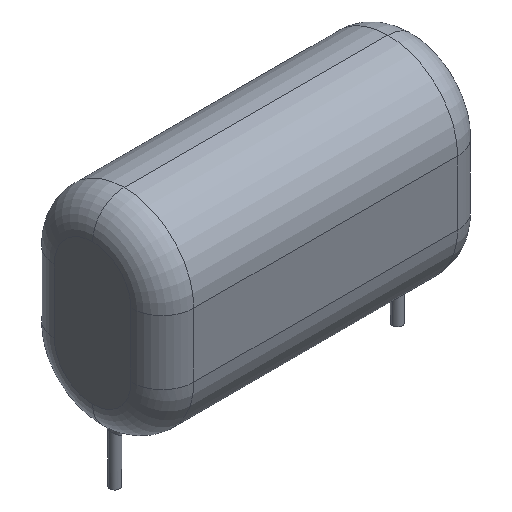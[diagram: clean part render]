
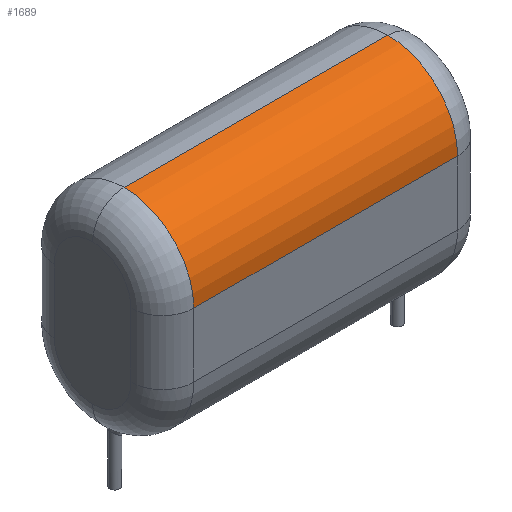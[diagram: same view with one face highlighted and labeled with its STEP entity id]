
A CAD part, isometric view. The second image highlights one B-rep face of the part: STEP entity #1689.
In plain terms, the highlighted cylindrical face has radius 5.55 mm (diameter 11.1 mm), a partial arc.
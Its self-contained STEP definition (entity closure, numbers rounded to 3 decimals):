
#3 = VECTOR ( 'NONE', #5104, 1000. ) ;
#340 = CARTESIAN_POINT ( 'NONE',  ( -13., -5.55, 10.65 ) ) ;
#876 = ORIENTED_EDGE ( 'NONE', *, *, #1444, .T. ) ;
#886 = DIRECTION ( 'NONE',  ( -1., 0., 0. ) ) ;
#1151 = EDGE_CURVE ( 'NONE', #10924, #5856, #9255, .T. ) ;
#1267 = VERTEX_POINT ( 'NONE', #1646 ) ;
#1444 = EDGE_CURVE ( 'NONE', #7368, #5856, #11856, .T. ) ;
#1547 = DIRECTION ( 'NONE',  ( 0., 0., -1. ) ) ;
#1630 = DIRECTION ( 'NONE',  ( 1., 0., 0. ) ) ;
#1646 = CARTESIAN_POINT ( 'NONE',  ( 10.5, 0., 16.2 ) ) ;
#1689 = ADVANCED_FACE ( 'NONE', ( #6300 ), #4355, .T. ) ;
#1863 = EDGE_CURVE ( 'NONE', #10924, #1267, #4519, .T. ) ;
#2487 = AXIS2_PLACEMENT_3D ( 'NONE', #12353, #1630, #5583 ) ;
#2507 = CARTESIAN_POINT ( 'NONE',  ( 0., 0., 10.65 ) ) ;
#3281 = AXIS2_PLACEMENT_3D ( 'NONE', #2507, #6417, #1547 ) ;
#4355 = CYLINDRICAL_SURFACE ( 'NONE', #3281, 5.55 ) ;
#4519 = CIRCLE ( 'NONE', #10256, 5.55 ) ;
#4541 = ORIENTED_EDGE ( 'NONE', *, *, #6016, .T. ) ;
#5066 = ORIENTED_EDGE ( 'NONE', *, *, #1863, .T. ) ;
#5104 = DIRECTION ( 'NONE',  ( -1., 0., 0. ) ) ;
#5222 = CARTESIAN_POINT ( 'NONE',  ( -10.5, 0., 16.2 ) ) ;
#5583 = DIRECTION ( 'NONE',  ( 0., 0., -1. ) ) ;
#5730 = LINE ( 'NONE', #9633, #11334 ) ;
#5856 = VERTEX_POINT ( 'NONE', #8180 ) ;
#6016 = EDGE_CURVE ( 'NONE', #1267, #7368, #5730, .T. ) ;
#6229 = ORIENTED_EDGE ( 'NONE', *, *, #1151, .F. ) ;
#6300 = FACE_OUTER_BOUND ( 'NONE', #10505, .T. ) ;
#6417 = DIRECTION ( 'NONE',  ( 1., 0., 0. ) ) ;
#7131 = CARTESIAN_POINT ( 'NONE',  ( 10.5, 0., 10.65 ) ) ;
#7368 = VERTEX_POINT ( 'NONE', #5222 ) ;
#8180 = CARTESIAN_POINT ( 'NONE',  ( -10.5, -5.55, 10.65 ) ) ;
#9255 = LINE ( 'NONE', #340, #3 ) ;
#9432 = CARTESIAN_POINT ( 'NONE',  ( 10.5, -5.55, 10.65 ) ) ;
#9633 = CARTESIAN_POINT ( 'NONE',  ( 0., 0., 16.2 ) ) ;
#10256 = AXIS2_PLACEMENT_3D ( 'NONE', #7131, #10276, #10995 ) ;
#10276 = DIRECTION ( 'NONE',  ( -1., 0., 0. ) ) ;
#10505 = EDGE_LOOP ( 'NONE', ( #4541, #876, #6229, #5066 ) ) ;
#10924 = VERTEX_POINT ( 'NONE', #9432 ) ;
#10995 = DIRECTION ( 'NONE',  ( 0., 0., 1. ) ) ;
#11334 = VECTOR ( 'NONE', #886, 1000. ) ;
#11856 = CIRCLE ( 'NONE', #2487, 5.55 ) ;
#12353 = CARTESIAN_POINT ( 'NONE',  ( -10.5, 0., 10.65 ) ) ;
